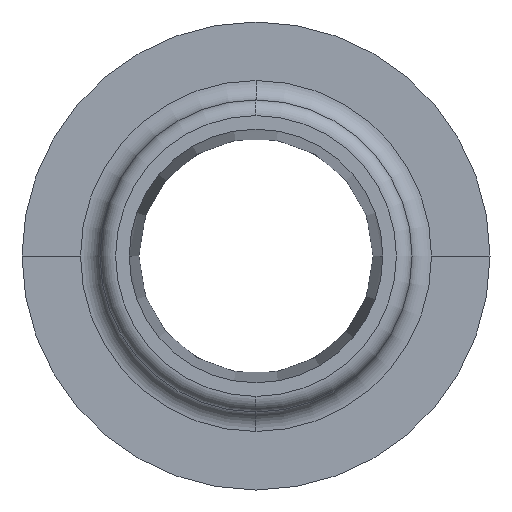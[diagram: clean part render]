
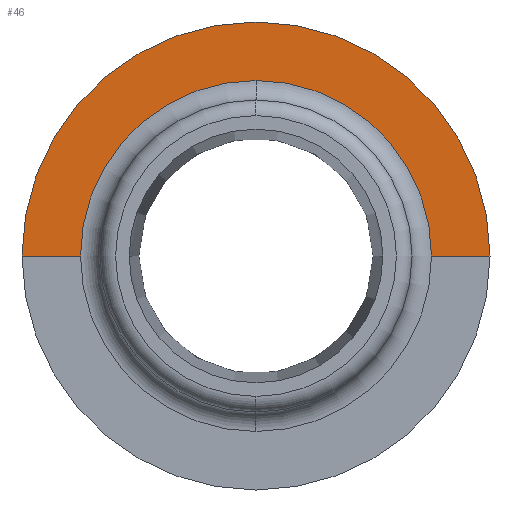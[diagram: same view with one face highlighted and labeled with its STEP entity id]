
A CAD part, left-side view. The second image highlights one B-rep face of the part: STEP entity #46.
In plain terms, the highlighted face is a revolution surface.
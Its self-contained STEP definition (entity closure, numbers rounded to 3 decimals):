
#46=ADVANCED_FACE('',(#91),#92,.T.);
#91=FACE_OUTER_BOUND('',#185,.T.);
#92=SURFACE_OF_REVOLUTION('',#186,#187);
#185=EDGE_LOOP('',(#281,#282,#283,#284,#285));
#186=B_SPLINE_CURVE_WITH_KNOTS('',1,(#286,#287),.UNSPECIFIED.,.F.,.F.,(2,2),(-1.5,0.0),.UNSPECIFIED.);
#187=AXIS1_PLACEMENT('',#288,#289);
#281=ORIENTED_EDGE('',*,*,#635,.F.);
#282=ORIENTED_EDGE('',*,*,#636,.T.);
#283=ORIENTED_EDGE('',*,*,#637,.T.);
#284=ORIENTED_EDGE('',*,*,#638,.F.);
#285=ORIENTED_EDGE('',*,*,#639,.F.);
#286=CARTESIAN_POINT('',(21.4,4.5,0.));
#287=CARTESIAN_POINT('',(21.4,6.0,0.));
#288=CARTESIAN_POINT('',(21.4,0.0,0.));
#289=DIRECTION('',(1.0,-0.0,0.));
#635=EDGE_CURVE('',#745,#746,#747,.T.);
#636=EDGE_CURVE('',#745,#748,#749,.T.);
#637=EDGE_CURVE('',#748,#750,#751,.T.);
#638=EDGE_CURVE('',#752,#750,#753,.T.);
#639=EDGE_CURVE('',#746,#752,#754,.T.);
#745=VERTEX_POINT('',#927);
#746=VERTEX_POINT('',#928);
#747=LINE('',#929,#930);
#748=VERTEX_POINT('',#931);
#749=CIRCLE('',#932,6.0);
#750=VERTEX_POINT('',#933);
#751=LINE('',#934,#935);
#752=VERTEX_POINT('',#936);
#753=CIRCLE('',#937,4.5);
#754=CIRCLE('',#938,4.5);
#927=CARTESIAN_POINT('',(21.4,-6.0,0.));
#928=CARTESIAN_POINT('',(21.4,-4.5,0.));
#929=CARTESIAN_POINT('',(21.4,-6.0,0.));
#930=VECTOR('',#1133,1.0);
#931=CARTESIAN_POINT('',(21.4,6.0,0.));
#932=AXIS2_PLACEMENT_3D('',#1134,#1135,#1136);
#933=CARTESIAN_POINT('',(21.4,4.5,0.));
#934=CARTESIAN_POINT('',(21.4,6.0,0.));
#935=VECTOR('',#1137,1.0);
#936=CARTESIAN_POINT('',(21.4,0.,4.5));
#937=AXIS2_PLACEMENT_3D('',#1138,#1139,#1140);
#938=AXIS2_PLACEMENT_3D('',#1141,#1142,#1143);
#1133=DIRECTION('',(0.,1.,0.));
#1134=CARTESIAN_POINT('',(21.4,0.0,0.));
#1135=DIRECTION('',(-1.0,0.0,0.));
#1136=DIRECTION('',(0.0,1.0,0.0));
#1137=DIRECTION('',(0.,-1.,0.));
#1138=CARTESIAN_POINT('',(21.4,0.0,0.));
#1139=DIRECTION('',(-1.0,0.0,0.));
#1140=DIRECTION('',(0.0,1.0,0.0));
#1141=CARTESIAN_POINT('',(21.4,0.0,0.));
#1142=DIRECTION('',(-1.0,0.0,0.));
#1143=DIRECTION('',(0.0,1.0,0.0));
